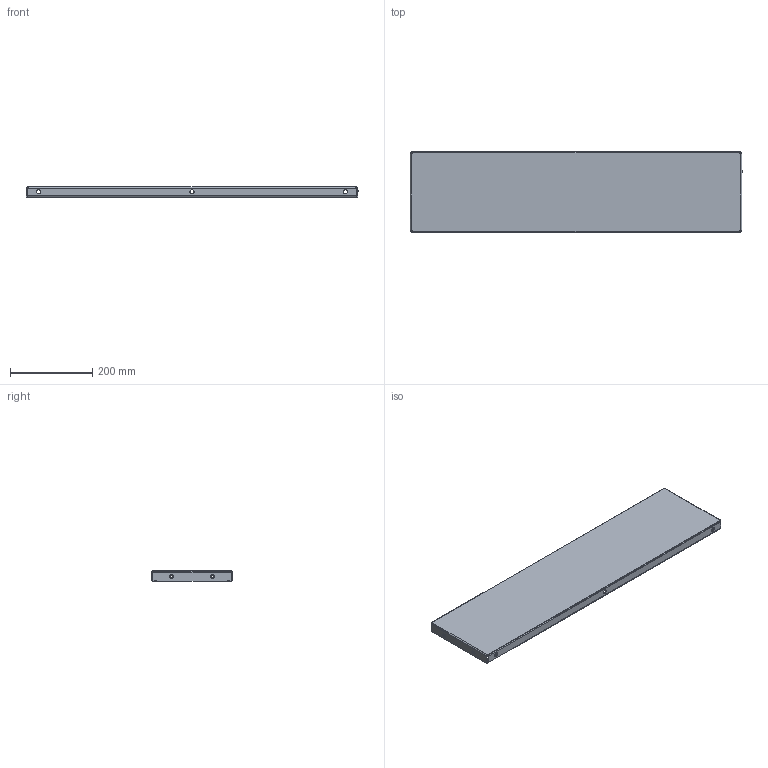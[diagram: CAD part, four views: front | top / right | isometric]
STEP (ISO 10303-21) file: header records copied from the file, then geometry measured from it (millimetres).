
FILE_DESCRIPTION (( 'STEP AP214' ), '1' );
FILE_NAME ('711.110.STEP', '2025-04-25T11:23:35', ( '' ), ( '' ), 'SwSTEP 2.0', 'SolidWorks 2021', '' );
FILE_SCHEMA (( 'AUTOMOTIVE_DESIGN' ));
Length unit declared in the file: millimetre
Products named in the file (3): 711.110; 711.110 眈翴錪; Çàêëåïêà ðåçüáîâàÿ Ì6 øåñòèãðàííàÿ ñ óìåíüøåííûì áîðòîì
Assembly tree (5 placements, depth 2):
  711.110
    711.110 眈翴錪
    Çàêëåïêà ðåçüáîâàÿ Ì6 øåñòèãðàííàÿ ñ óìåíüøåííûì áîðòîì  x4
Bounding box: 805.2 x 196 x 24.5 mm (x, y, z)
Volume: 325960.9 mm3; surface area: 438425.2 mm2
Topology: 5 solids, 5 shells, 202 faces, 484 edges, 296 vertices
Faces by surface type: plane 126, cylinder 44, cone 24, bspline 8
Entity records: 4218 total; most frequent: CARTESIAN_POINT 1107, ORIENTED_EDGE 620, DIRECTION 594, EDGE_CURVE 310, LINE 204, VECTOR 204, AXIS2_PLACEMENT_3D 195, VERTEX_POINT 188
